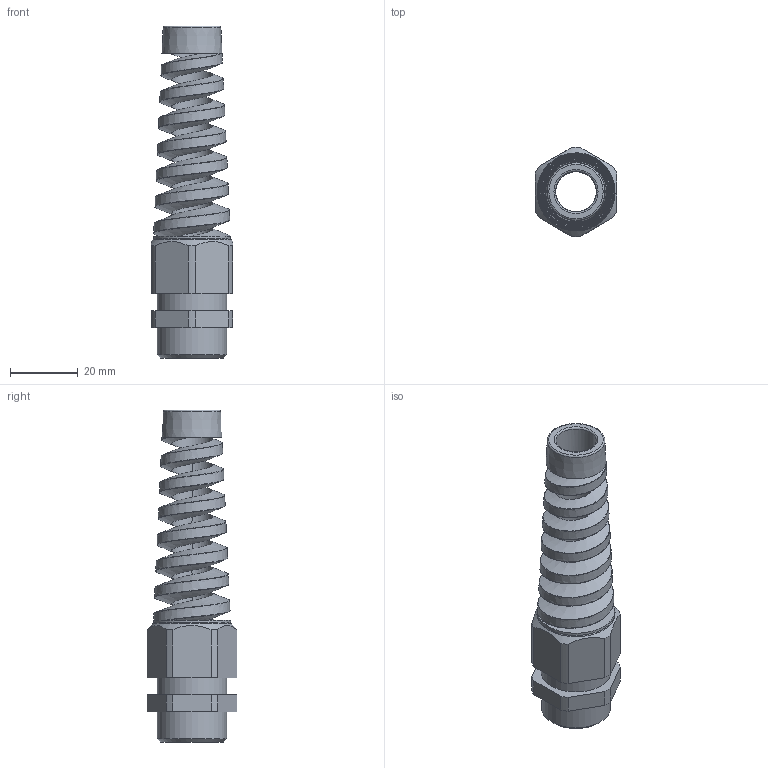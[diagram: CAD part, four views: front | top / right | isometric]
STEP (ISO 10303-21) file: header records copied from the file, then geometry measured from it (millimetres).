
FILE_DESCRIPTION(/* description */ ('STEP AP203'),/* implementation_level */ '2;1');
FILE_NAME(/* name */ '10001400_BFK 13.stp',/* time_stamp */ '2015-12-04T12:12:42+01:00',/* author */ ('kleemann'),/* organization */ (''),/* preprocessor_version */ 'ST-DEVELOPER v16.1',/* originating_system */ 'Autodesk Inventor 2016',/* authorisation */ '');
FILE_SCHEMA (('AUTOMOTIVE_DESIGN { 1 0 10303 214 3 1 1 }'));
Length unit declared in the file: millimetre
Products named in the file (1): BFK 13_3D
Bounding box: 24 x 26.49 x 98 mm (x, y, z)
Volume: 18669.3 mm3; surface area: 11753 mm2
Topology: 1 solids, 1 shells, 92 faces, 260 edges, 172 vertices
Faces by surface type: plane 58, cylinder 21, bspline 5, torus 4, cone 4
Full cylindrical faces by diameter (mm): 12 x7, 20.4 x1, 20.6 x1
Entity records: 36487 total; most frequent: CARTESIAN_POINT 34358, ORIENTED_EDGE 444, DIRECTION 406, EDGE_CURVE 222, VERTEX_POINT 154, LINE 144, VECTOR 144, AXIS2_PLACEMENT_3D 131
